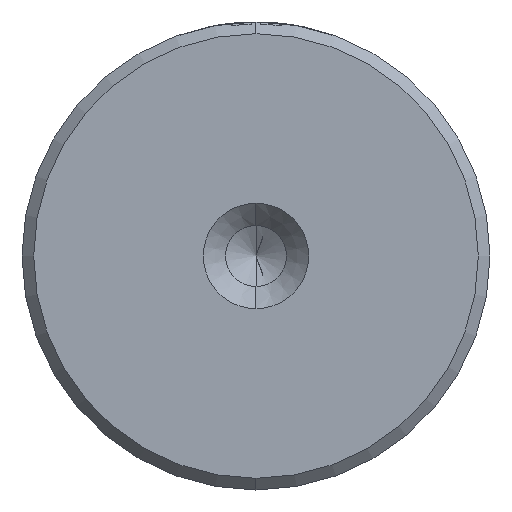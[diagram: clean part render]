
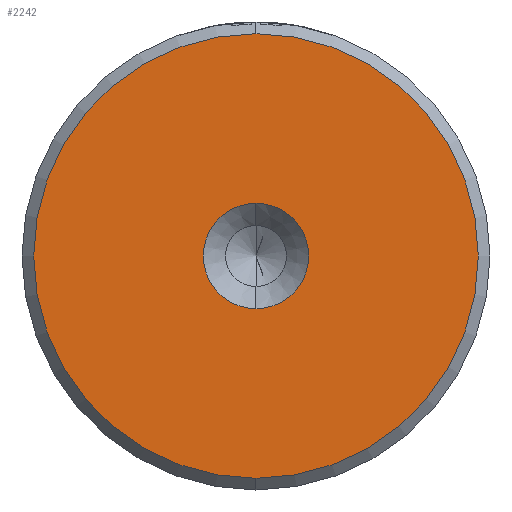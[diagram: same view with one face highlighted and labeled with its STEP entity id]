
A CAD part, left-side view. The second image highlights one B-rep face of the part: STEP entity #2242.
In plain terms, the highlighted planar face has unit normal (-1, 0, 0).
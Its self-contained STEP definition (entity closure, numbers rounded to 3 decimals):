
#46 = CIRCLE ( 'NONE', #449, 9.5 ) ;
#62 = EDGE_LOOP ( 'NONE', ( #2309, #1517 ) ) ;
#91 = PLANE ( 'NONE',  #532 ) ;
#110 = CARTESIAN_POINT ( 'NONE',  ( 0., 0., 9.5 ) ) ;
#145 = DIRECTION ( 'NONE',  ( 0., 0., 1. ) ) ;
#264 = EDGE_CURVE ( 'NONE', #493, #1897, #2074, .T. ) ;
#389 = EDGE_CURVE ( 'NONE', #1897, #493, #2377, .T. ) ;
#449 = AXIS2_PLACEMENT_3D ( 'NONE', #770, #2041, #956 ) ;
#493 = VERTEX_POINT ( 'NONE', #1555 ) ;
#532 = AXIS2_PLACEMENT_3D ( 'NONE', #689, #1067, #2329 ) ;
#604 = FACE_OUTER_BOUND ( 'NONE', #1595, .T. ) ;
#689 = CARTESIAN_POINT ( 'NONE',  ( 0., 0., 0. ) ) ;
#770 = CARTESIAN_POINT ( 'NONE',  ( 0., 0., 0. ) ) ;
#894 = CARTESIAN_POINT ( 'NONE',  ( 0., 0., 0. ) ) ;
#956 = DIRECTION ( 'NONE',  ( 0., 0., 1. ) ) ;
#970 = AXIS2_PLACEMENT_3D ( 'NONE', #2078, #2071, #2062 ) ;
#1050 = FACE_BOUND ( 'NONE', #62, .T. ) ;
#1067 = DIRECTION ( 'NONE',  ( -1., 0., 0. ) ) ;
#1078 = DIRECTION ( 'NONE',  ( 0., 0., 1. ) ) ;
#1121 = DIRECTION ( 'NONE',  ( -1., 0., 0. ) ) ;
#1320 = CARTESIAN_POINT ( 'NONE',  ( 0., 0., 0. ) ) ;
#1457 = AXIS2_PLACEMENT_3D ( 'NONE', #1320, #1121, #145 ) ;
#1483 = CARTESIAN_POINT ( 'NONE',  ( 0., 0., -9.5 ) ) ;
#1517 = ORIENTED_EDGE ( 'NONE', *, *, #389, .F. ) ;
#1554 = VERTEX_POINT ( 'NONE', #110 ) ;
#1555 = CARTESIAN_POINT ( 'NONE',  ( 0., 0., 2.25 ) ) ;
#1563 = EDGE_CURVE ( 'NONE', #1911, #1554, #1810, .T. ) ;
#1595 = EDGE_LOOP ( 'NONE', ( #1914, #1822 ) ) ;
#1810 = CIRCLE ( 'NONE', #2278, 9.5 ) ;
#1822 = ORIENTED_EDGE ( 'NONE', *, *, #1921, .T. ) ;
#1897 = VERTEX_POINT ( 'NONE', #2381 ) ;
#1911 = VERTEX_POINT ( 'NONE', #1483 ) ;
#1914 = ORIENTED_EDGE ( 'NONE', *, *, #1563, .T. ) ;
#1921 = EDGE_CURVE ( 'NONE', #1554, #1911, #46, .T. ) ;
#2041 = DIRECTION ( 'NONE',  ( -1., 0., 0. ) ) ;
#2062 = DIRECTION ( 'NONE',  ( 0., 0., 1. ) ) ;
#2071 = DIRECTION ( 'NONE',  ( -1., 0., 0. ) ) ;
#2074 = CIRCLE ( 'NONE', #970, 2.25 ) ;
#2078 = CARTESIAN_POINT ( 'NONE',  ( 0., 0., 0. ) ) ;
#2162 = DIRECTION ( 'NONE',  ( -1., 0., 0. ) ) ;
#2242 = ADVANCED_FACE ( 'NONE', ( #604, #1050 ), #91, .T. ) ;
#2278 = AXIS2_PLACEMENT_3D ( 'NONE', #894, #2162, #1078 ) ;
#2309 = ORIENTED_EDGE ( 'NONE', *, *, #264, .F. ) ;
#2329 = DIRECTION ( 'NONE',  ( 0., 0., 1. ) ) ;
#2377 = CIRCLE ( 'NONE', #1457, 2.25 ) ;
#2381 = CARTESIAN_POINT ( 'NONE',  ( 0., 0., -2.25 ) ) ;
